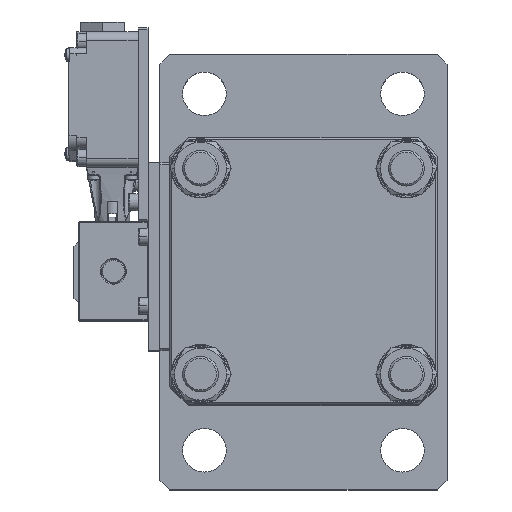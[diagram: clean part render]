
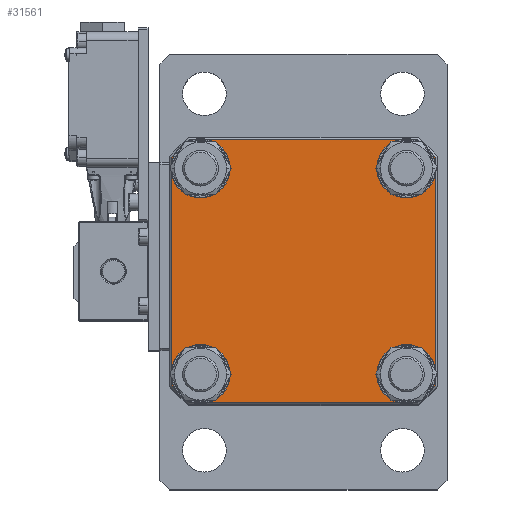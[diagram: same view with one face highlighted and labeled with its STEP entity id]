
A CAD part, top view. The second image highlights one B-rep face of the part: STEP entity #31561.
In plain terms, the highlighted face is planar.
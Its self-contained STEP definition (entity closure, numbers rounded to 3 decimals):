
#257 = EDGE_CURVE ( 'NONE', #59762, #59761, #87945, .T. ) ;
#259 = EDGE_CURVE ( 'NONE', #59739, #59737, #87948, .T. ) ;
#260 = EDGE_CURVE ( 'NONE', #59746, #59742, #87954, .T. ) ;
#261 = EDGE_CURVE ( 'NONE', #59702, #59717, #87956, .T. ) ;
#262 = EDGE_CURVE ( 'NONE', #59755, #59753, #87958, .T. ) ;
#263 = EDGE_CURVE ( 'NONE', #59706, #59704, #87960, .T. ) ;
#264 = EDGE_CURVE ( 'NONE', #59704, #59702, #60478, .T. ) ;
#265 = EDGE_CURVE ( 'NONE', #59711, #59708, #87928, .T. ) ;
#266 = EDGE_CURVE ( 'NONE', #59708, #59706, #60481, .T. ) ;
#268 = EDGE_CURVE ( 'NONE', #59713, #59711, #60483, .T. ) ;
#269 = EDGE_CURVE ( 'NONE', #59715, #59713, #87968, .T. ) ;
#270 = EDGE_CURVE ( 'NONE', #59717, #59715, #60485, .T. ) ;
#12669 = EDGE_CURVE ( 'NONE', #59761, #59762, #32194, .T. ) ;
#12679 = EDGE_CURVE ( 'NONE', #59753, #59755, #15927, .T. ) ;
#12688 = EDGE_CURVE ( 'NONE', #59742, #59746, #32226, .T. ) ;
#12698 = EDGE_CURVE ( 'NONE', #59737, #59739, #32242, .T. ) ;
#14634 = CARTESIAN_POINT ( 'NONE',  ( 10818.36, -25904.085, 0. ) ) ;
#14635 = DIRECTION ( 'NONE',  ( 0., 0., 1. ) ) ;
#14636 = DIRECTION ( 'NONE',  ( 1., 0., 0. ) ) ;
#14644 = CARTESIAN_POINT ( 'NONE',  ( 10818.36, -26008.085, 0. ) ) ;
#14645 = DIRECTION ( 'NONE',  ( 0., 0., 1. ) ) ;
#14646 = DIRECTION ( 'NONE',  ( 1., 0., 0. ) ) ;
#14654 = CARTESIAN_POINT ( 'NONE',  ( 10714.36, -26008.085, 0. ) ) ;
#14655 = DIRECTION ( 'NONE',  ( 0., 0., 1. ) ) ;
#14656 = DIRECTION ( 'NONE',  ( 1., 0., 0. ) ) ;
#14664 = CARTESIAN_POINT ( 'NONE',  ( 10714.36, -25904.085, 0. ) ) ;
#14665 = DIRECTION ( 'NONE',  ( 0., 0., 1. ) ) ;
#14666 = DIRECTION ( 'NONE',  ( 1., 0., 0. ) ) ;
#15927 = CIRCLE ( 'NONE', #32229, 9.25 ) ;
#26095 = AXIS2_PLACEMENT_3D ( 'NONE', #50723, #50724, #50725 ) ;
#31561 = ADVANCED_FACE ( 'NONE', ( #49443, #49444, #49445, #49446, #49447 ), #50722, .F. ) ;
#32172 = EDGE_LOOP ( 'NONE', ( #35125, #35124 ) ) ;
#32174 = EDGE_LOOP ( 'NONE', ( #35121, #35120 ) ) ;
#32176 = EDGE_LOOP ( 'NONE', ( #35099, #35111, #35110, #35112, #35113, #35114, #35115, #35116 ) ) ;
#32178 = EDGE_LOOP ( 'NONE', ( #35123, #35122 ) ) ;
#32180 = EDGE_LOOP ( 'NONE', ( #35119, #35118 ) ) ;
#32194 = CIRCLE ( 'NONE', #32213, 9.25 ) ;
#32213 = AXIS2_PLACEMENT_3D ( 'NONE', #14634, #14635, #14636 ) ;
#32226 = CIRCLE ( 'NONE', #32244, 9.25 ) ;
#32229 = AXIS2_PLACEMENT_3D ( 'NONE', #14644, #14645, #14646 ) ;
#32242 = CIRCLE ( 'NONE', #32261, 9.25 ) ;
#32244 = AXIS2_PLACEMENT_3D ( 'NONE', #14654, #14655, #14656 ) ;
#32261 = AXIS2_PLACEMENT_3D ( 'NONE', #14664, #14665, #14666 ) ;
#35099 = ORIENTED_EDGE ( 'NONE', *, *, #270, .T. ) ;
#35110 = ORIENTED_EDGE ( 'NONE', *, *, #268, .T. ) ;
#35111 = ORIENTED_EDGE ( 'NONE', *, *, #269, .T. ) ;
#35112 = ORIENTED_EDGE ( 'NONE', *, *, #265, .T. ) ;
#35113 = ORIENTED_EDGE ( 'NONE', *, *, #266, .T. ) ;
#35114 = ORIENTED_EDGE ( 'NONE', *, *, #263, .T. ) ;
#35115 = ORIENTED_EDGE ( 'NONE', *, *, #264, .T. ) ;
#35116 = ORIENTED_EDGE ( 'NONE', *, *, #261, .T. ) ;
#35118 = ORIENTED_EDGE ( 'NONE', *, *, #262, .T. ) ;
#35119 = ORIENTED_EDGE ( 'NONE', *, *, #12679, .T. ) ;
#35120 = ORIENTED_EDGE ( 'NONE', *, *, #259, .T. ) ;
#35121 = ORIENTED_EDGE ( 'NONE', *, *, #12698, .T. ) ;
#35122 = ORIENTED_EDGE ( 'NONE', *, *, #260, .T. ) ;
#35123 = ORIENTED_EDGE ( 'NONE', *, *, #12688, .T. ) ;
#35124 = ORIENTED_EDGE ( 'NONE', *, *, #257, .T. ) ;
#35125 = ORIENTED_EDGE ( 'NONE', *, *, #12669, .T. ) ;
#49443 = FACE_OUTER_BOUND ( 'NONE', #32176, .T. ) ;
#49444 = FACE_BOUND ( 'NONE', #32180, .T. ) ;
#49445 = FACE_BOUND ( 'NONE', #32174, .T. ) ;
#49446 = FACE_BOUND ( 'NONE', #32178, .T. ) ;
#49447 = FACE_BOUND ( 'NONE', #32172, .T. ) ;
#50722 = PLANE ( 'NONE',  #26095 ) ;
#50723 = CARTESIAN_POINT ( 'NONE',  ( 10766.36, -25956.085, 0. ) ) ;
#50724 = DIRECTION ( 'NONE',  ( 0., 0., 1. ) ) ;
#50725 = DIRECTION ( 'NONE',  ( 1., 0., 0. ) ) ;
#56513 = CARTESIAN_POINT ( 'NONE',  ( 10832.86, -26013.72, 0. ) ) ;
#56514 = CARTESIAN_POINT ( 'NONE',  ( 10832.86, -25898.451, 0. ) ) ;
#56515 = CARTESIAN_POINT ( 'NONE',  ( 10823.994, -25889.585, 0. ) ) ;
#56516 = CARTESIAN_POINT ( 'NONE',  ( 10708.725, -25889.585, 0. ) ) ;
#56518 = CARTESIAN_POINT ( 'NONE',  ( 10699.86, -25898.451, 0. ) ) ;
#56519 = CARTESIAN_POINT ( 'NONE',  ( 10699.86, -26013.72, 0. ) ) ;
#56520 = CARTESIAN_POINT ( 'NONE',  ( 10708.725, -26022.585, 0. ) ) ;
#56521 = CARTESIAN_POINT ( 'NONE',  ( 10823.994, -26022.585, 0. ) ) ;
#56532 = CARTESIAN_POINT ( 'NONE',  ( 10705.11, -25904.085, 0. ) ) ;
#56533 = CARTESIAN_POINT ( 'NONE',  ( 10723.61, -25904.085, 0. ) ) ;
#56535 = CARTESIAN_POINT ( 'NONE',  ( 10705.11, -26008.085, 0. ) ) ;
#56537 = CARTESIAN_POINT ( 'NONE',  ( 10723.61, -26008.085, 0. ) ) ;
#56541 = CARTESIAN_POINT ( 'NONE',  ( 10809.11, -26008.085, 0. ) ) ;
#56542 = CARTESIAN_POINT ( 'NONE',  ( 10827.61, -26008.085, 0. ) ) ;
#56545 = CARTESIAN_POINT ( 'NONE',  ( 10809.11, -25904.085, 0. ) ) ;
#56546 = CARTESIAN_POINT ( 'NONE',  ( 10827.61, -25904.085, 0. ) ) ;
#59702 = VERTEX_POINT ( 'NONE', #56513 ) ;
#59704 = VERTEX_POINT ( 'NONE', #56514 ) ;
#59706 = VERTEX_POINT ( 'NONE', #56515 ) ;
#59708 = VERTEX_POINT ( 'NONE', #56516 ) ;
#59711 = VERTEX_POINT ( 'NONE', #56518 ) ;
#59713 = VERTEX_POINT ( 'NONE', #56519 ) ;
#59715 = VERTEX_POINT ( 'NONE', #56520 ) ;
#59717 = VERTEX_POINT ( 'NONE', #56521 ) ;
#59737 = VERTEX_POINT ( 'NONE', #56532 ) ;
#59739 = VERTEX_POINT ( 'NONE', #56533 ) ;
#59742 = VERTEX_POINT ( 'NONE', #56535 ) ;
#59746 = VERTEX_POINT ( 'NONE', #56537 ) ;
#59753 = VERTEX_POINT ( 'NONE', #56541 ) ;
#59755 = VERTEX_POINT ( 'NONE', #56542 ) ;
#59761 = VERTEX_POINT ( 'NONE', #56545 ) ;
#59762 = VERTEX_POINT ( 'NONE', #56546 ) ;
#60478 = LINE ( 'NONE', #62751, #87963 ) ;
#60481 = LINE ( 'NONE', #62794, #87966 ) ;
#60483 = LINE ( 'NONE', #62772, #87969 ) ;
#60485 = LINE ( 'NONE', #62767, #87972 ) ;
#62743 = DIRECTION ( 'NONE',  ( 0., 0., -1. ) ) ;
#62748 = CARTESIAN_POINT ( 'NONE',  ( 10766.36, -25956.085, 0. ) ) ;
#62750 = DIRECTION ( 'NONE',  ( 0., 0., 1. ) ) ;
#62751 = CARTESIAN_POINT ( 'NONE',  ( 10832.86, -25956.085, 0. ) ) ;
#62753 = DIRECTION ( 'NONE',  ( 1., 0., 0. ) ) ;
#62754 = DIRECTION ( 'NONE',  ( 1., 0., 0. ) ) ;
#62755 = DIRECTION ( 'NONE',  ( 0., -1., 0. ) ) ;
#62756 = DIRECTION ( 'NONE',  ( 1., 0., 0. ) ) ;
#62758 = CARTESIAN_POINT ( 'NONE',  ( 10714.36, -25904.085, 0. ) ) ;
#62759 = DIRECTION ( 'NONE',  ( 0., 0., 1. ) ) ;
#62761 = DIRECTION ( 'NONE',  ( -1., 0., 0. ) ) ;
#62762 = DIRECTION ( 'NONE',  ( 0., 0., -1. ) ) ;
#62764 = DIRECTION ( 'NONE',  ( 1., 0., 0. ) ) ;
#62767 = CARTESIAN_POINT ( 'NONE',  ( 10766.36, -26022.585, 0. ) ) ;
#62769 = CARTESIAN_POINT ( 'NONE',  ( 10714.36, -26008.085, 0. ) ) ;
#62772 = CARTESIAN_POINT ( 'NONE',  ( 10699.86, -25956.085, 0. ) ) ;
#62774 = DIRECTION ( 'NONE',  ( 0., 1., 0. ) ) ;
#62775 = CARTESIAN_POINT ( 'NONE',  ( 10766.36, -25956.085, 0. ) ) ;
#62776 = DIRECTION ( 'NONE',  ( 0., 0., -1. ) ) ;
#62777 = CARTESIAN_POINT ( 'NONE',  ( 10818.36, -26008.085, 0. ) ) ;
#62778 = DIRECTION ( 'NONE',  ( 1., 0., 0. ) ) ;
#62779 = DIRECTION ( 'NONE',  ( 0., 0., 1. ) ) ;
#62780 = DIRECTION ( 'NONE',  ( 1., 0., 0. ) ) ;
#62781 = DIRECTION ( 'NONE',  ( 1., 0., 0. ) ) ;
#62782 = DIRECTION ( 'NONE',  ( 1., 0., 0. ) ) ;
#62783 = DIRECTION ( 'NONE',  ( 0., 0., 1. ) ) ;
#62785 = DIRECTION ( 'NONE',  ( 0., 0., -1. ) ) ;
#62786 = CARTESIAN_POINT ( 'NONE',  ( 10766.36, -25956.085, 0. ) ) ;
#62793 = DIRECTION ( 'NONE',  ( 1., 0., 0. ) ) ;
#62794 = CARTESIAN_POINT ( 'NONE',  ( 10766.36, -25889.585, 0. ) ) ;
#62799 = CARTESIAN_POINT ( 'NONE',  ( 10766.36, -25956.085, 0. ) ) ;
#62806 = CARTESIAN_POINT ( 'NONE',  ( 10818.36, -25904.085, 0. ) ) ;
#87928 = CIRCLE ( 'NONE', #87964, 88. ) ;
#87945 = CIRCLE ( 'NONE', #87950, 9.25 ) ;
#87948 = CIRCLE ( 'NONE', #87953, 9.25 ) ;
#87950 = AXIS2_PLACEMENT_3D ( 'NONE', #62806, #62750, #62756 ) ;
#87953 = AXIS2_PLACEMENT_3D ( 'NONE', #62758, #62759, #62753 ) ;
#87954 = CIRCLE ( 'NONE', #87955, 9.25 ) ;
#87955 = AXIS2_PLACEMENT_3D ( 'NONE', #62769, #62783, #62782 ) ;
#87956 = CIRCLE ( 'NONE', #87957, 88. ) ;
#87957 = AXIS2_PLACEMENT_3D ( 'NONE', #62748, #62776, #62778 ) ;
#87958 = CIRCLE ( 'NONE', #87959, 9.25 ) ;
#87959 = AXIS2_PLACEMENT_3D ( 'NONE', #62777, #62779, #62780 ) ;
#87960 = CIRCLE ( 'NONE', #87961, 88. ) ;
#87961 = AXIS2_PLACEMENT_3D ( 'NONE', #62775, #62743, #62754 ) ;
#87963 = VECTOR ( 'NONE', #62755, 1000. ) ;
#87964 = AXIS2_PLACEMENT_3D ( 'NONE', #62786, #62785, #62781 ) ;
#87966 = VECTOR ( 'NONE', #62793, 1000. ) ;
#87968 = CIRCLE ( 'NONE', #87970, 88. ) ;
#87969 = VECTOR ( 'NONE', #62774, 1000. ) ;
#87970 = AXIS2_PLACEMENT_3D ( 'NONE', #62799, #62762, #62764 ) ;
#87972 = VECTOR ( 'NONE', #62761, 1000. ) ;
